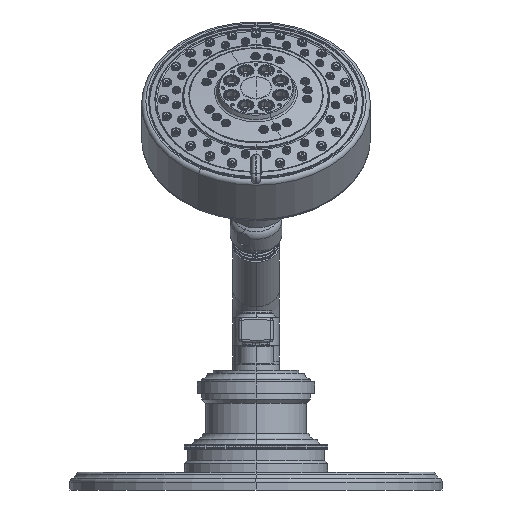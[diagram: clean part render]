
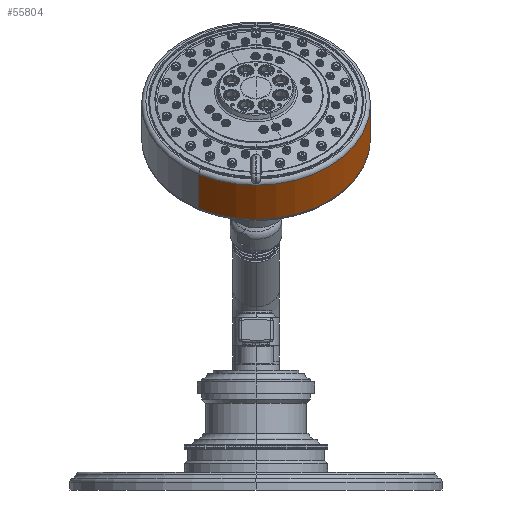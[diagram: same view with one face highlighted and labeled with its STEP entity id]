
A CAD part, front view. The second image highlights one B-rep face of the part: STEP entity #55804.
In plain terms, the highlighted cylindrical face has radius 50.8 mm (diameter 101.6 mm), a partial arc.
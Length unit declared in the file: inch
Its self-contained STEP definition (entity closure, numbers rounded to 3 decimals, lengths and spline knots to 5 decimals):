
#32183=CARTESIAN_POINT('',(0.,8.23764,6.73723));
#32184=DIRECTION('',(0.,0.707,-0.707));
#32185=DIRECTION('',(0.5,0.612,0.612));
#32186=AXIS2_PLACEMENT_3D('',#32183,#32184,#32185);
#32188=CARTESIAN_POINT('',(0.,8.8345,6.14038));
#32189=DIRECTION('',(0.,-0.707,0.707));
#32190=DIRECTION('',(-0.5,-0.612,-0.612));
#32191=AXIS2_PLACEMENT_3D('',#32188,#32189,#32190);
#32198=DIRECTION('',(0.,-0.707,0.707));
#32199=VECTOR('',#32198,0.84408);
#32200=CARTESIAN_POINT('',(-1.,7.60975,4.91563));
#32201=LINE('',#32200,#32199);
#32207=DIRECTION('',(0.,-0.707,0.707));
#32208=VECTOR('',#32207,0.84408);
#32209=CARTESIAN_POINT('',(1.,10.05924,7.36512));
#32210=LINE('',#32209,#32208);
#53088=CARTESIAN_POINT('',(-1.,7.60975,4.91563));
#53090=VERTEX_POINT('',#53088);
#53092=CARTESIAN_POINT('',(1.,10.05924,7.36512));
#53094=VERTEX_POINT('',#53092);
#53107=CARTESIAN_POINT('',(1.,9.46239,7.96198));
#53108=CARTESIAN_POINT('',(-1.,7.0129,5.51249));
#53109=VERTEX_POINT('',#53107);
#53110=VERTEX_POINT('',#53108);
#55790=CARTESIAN_POINT('',(0.,9.38823,5.58664));
#55791=DIRECTION('',(0.,-0.707,0.707));
#55792=DIRECTION('',(-0.5,-0.612,-0.612));
#55793=AXIS2_PLACEMENT_3D('',#55790,#55791,#55792);
#55794=CYLINDRICAL_SURFACE('',#55793,2.);
#55795=ORIENTED_EDGE('',*,*,#55780,.F.);
#55797=ORIENTED_EDGE('',*,*,#55796,.F.);
#55799=ORIENTED_EDGE('',*,*,#55798,.F.);
#55801=ORIENTED_EDGE('',*,*,#55800,.T.);
#55802=EDGE_LOOP('',(#55795,#55797,#55799,#55801));
#55803=FACE_OUTER_BOUND('',#55802,.F.);
#55804=ADVANCED_FACE('',(#55803),#55794,.T.);
#32187=CIRCLE('',#32186,2.);
#32192=CIRCLE('',#32191,2.);
#55780=EDGE_CURVE('',#53109,#53110,#32187,.T.);
#55796=EDGE_CURVE('',#53094,#53109,#32210,.T.);
#55798=EDGE_CURVE('',#53090,#53094,#32192,.T.);
#55800=EDGE_CURVE('',#53090,#53110,#32201,.T.);
